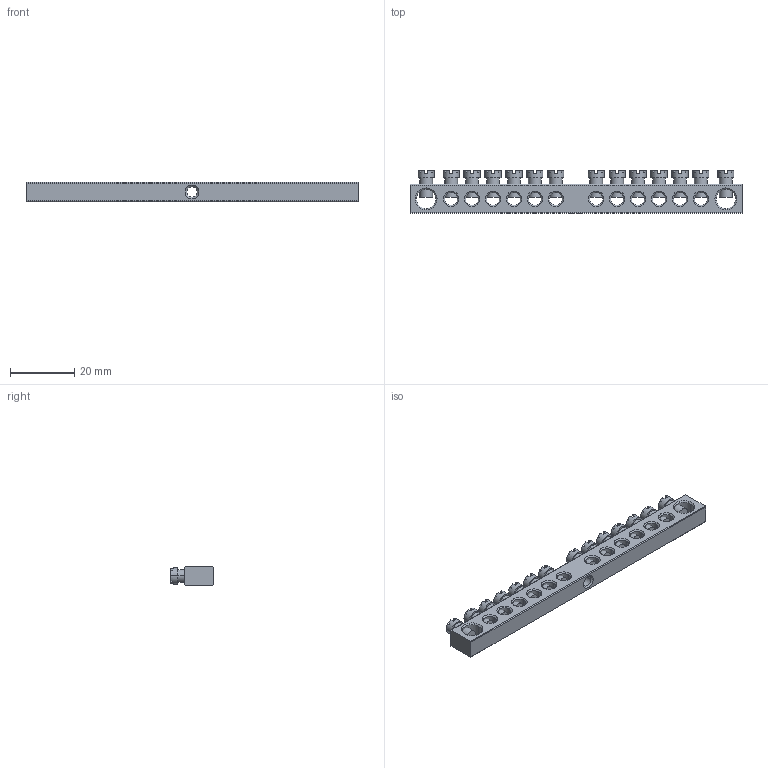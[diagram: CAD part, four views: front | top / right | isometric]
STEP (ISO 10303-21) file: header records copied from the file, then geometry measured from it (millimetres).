
FILE_DESCRIPTION (( 'STEP AP214' ), '1' );
FILE_NAME ('YNN10-14-100 Øèíà PEN çåìëÿ-íîëü 6õ9ìì 14_1 (14ãðóïïû_êðåï ïî öåíòð) ÈÝÊ.STEP', '2016-08-24T13:10:24', ( 'user' ), ( '' ), 'SwSTEP 2.0', 'SolidWorks 2014', '' );
FILE_SCHEMA (( 'AUTOMOTIVE_DESIGN' ));
Length unit declared in the file: millimetre
Products named in the file (3): YNN10-14-100 Øèíà PEN çåìëÿ-íîëü 6õ9ìì 14_1 (14ãðóïïû_êðåï ïî öåíòð) ÈÝÊ; Øèíà ÂõÍ n-1_6å9 14-1; Âèíò_Œ4
Assembly tree (15 placements, depth 2):
  YNN10-14-100 Øèíà PEN çåìëÿ-íîëü 6õ9ìì 14_1 (14ãðóïïû_êðåï ïî öåíòð) ÈÝÊ
    Øèíà ÂõÍ n-1_6å9 14-1
    Âèíò_Œ4  x14
Bounding box: 103 x 13.3 x 6 mm (x, y, z)
Volume: 5398.1 mm3; surface area: 6285.9 mm2
Topology: 15 solids, 15 shells, 716 faces, 1928 edges, 1242 vertices
Faces by surface type: plane 444, cone 158, cylinder 114
Entity records: 7187 total; most frequent: CARTESIAN_POINT 1817, DIRECTION 1081, ORIENTED_EDGE 966, EDGE_CURVE 483, AXIS2_PLACEMENT_3D 427, VERTEX_POINT 293, EDGE_LOOP 256, LINE 227
